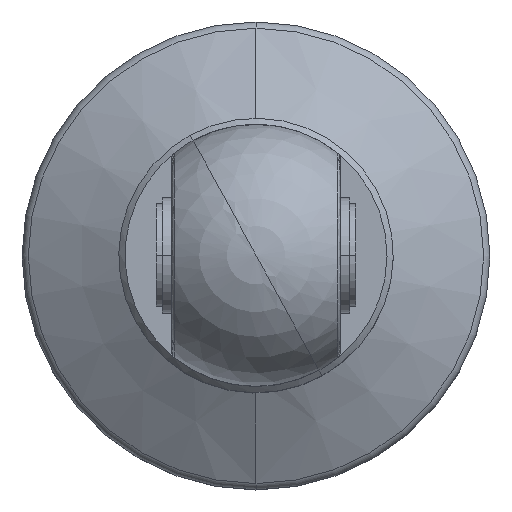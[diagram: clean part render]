
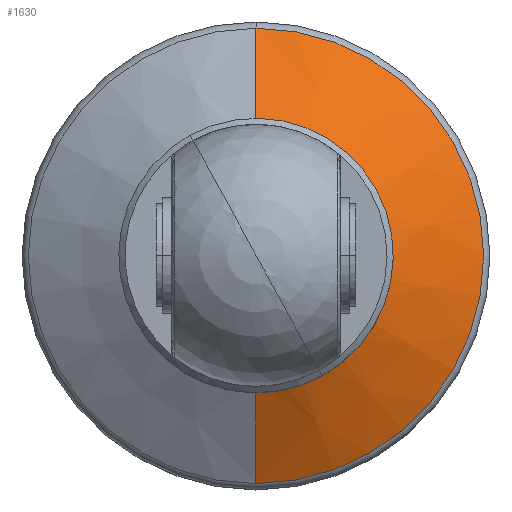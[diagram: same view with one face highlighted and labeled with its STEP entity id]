
A CAD part, top view. The second image highlights one B-rep face of the part: STEP entity #1630.
In plain terms, the highlighted conical face has half-angle 60.255 degrees and reference radius 20 mm.
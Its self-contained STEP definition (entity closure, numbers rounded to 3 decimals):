
#1591=CARTESIAN_POINT('Axis2P3D Location',(0.,0.,22.5)) ;
#1596=CARTESIAN_POINT('Line Origine',(0.,28.75,17.5)) ;
#1600=CARTESIAN_POINT('Vertex',(0.,20.,22.5)) ;
#1602=CARTESIAN_POINT('Vertex',(0.,36.492,13.076)) ;
#1605=CARTESIAN_POINT('Axis2P3D Location',(0.,0.,22.5)) ;
#1609=CARTESIAN_POINT('Vertex',(0.,-20.,22.5)) ;
#1612=CARTESIAN_POINT('Line Origine',(0.,-28.75,17.5)) ;
#1616=CARTESIAN_POINT('Vertex',(0.,-36.492,13.076)) ;
#1619=CARTESIAN_POINT('Axis2P3D Location',(0.,0.,13.076)) ;
#1592=DIRECTION('Axis2P3D Direction',(-0.,-0.,-1.)) ;
#1593=DIRECTION('Axis2P3D XDirection',(0.,-1.,0.)) ;
#1597=DIRECTION('Vector Direction',(0.,0.868,-0.496)) ;
#1606=DIRECTION('Axis2P3D Direction',(0.,0.,-1.)) ;
#1613=DIRECTION('Vector Direction',(0.,-0.868,-0.496)) ;
#1620=DIRECTION('Axis2P3D Direction',(0.,0.,-1.)) ;
#1594=AXIS2_PLACEMENT_3D('Cone Axis2P3D',#1591,#1592,#1593) ;
#1607=AXIS2_PLACEMENT_3D('Circle Axis2P3D',#1605,#1606,$) ;
#1621=AXIS2_PLACEMENT_3D('Circle Axis2P3D',#1619,#1620,$) ;
#1625=ORIENTED_EDGE('',*,*,#1604,.F.) ;
#1626=ORIENTED_EDGE('',*,*,#1611,.F.) ;
#1627=ORIENTED_EDGE('',*,*,#1618,.T.) ;
#1628=ORIENTED_EDGE('',*,*,#1623,.T.) ;
#1598=VECTOR('Line Direction',#1597,1.) ;
#1614=VECTOR('Line Direction',#1613,1.) ;
#1630=ADVANCED_FACE('PartBody',(#1629),#1595,.T.) ;
#1608=CIRCLE('generated circle',#1607,20.) ;
#1622=CIRCLE('generated circle',#1621,36.492) ;
#1595=CONICAL_SURFACE('Cone',#1594,20.,1.052) ;
#1604=EDGE_CURVE('',#1601,#1603,#1599,.T.) ;
#1611=EDGE_CURVE('',#1610,#1601,#1608,.F.) ;
#1618=EDGE_CURVE('',#1610,#1617,#1615,.T.) ;
#1623=EDGE_CURVE('',#1617,#1603,#1622,.F.) ;
#1624=EDGE_LOOP('',(#1625,#1626,#1627,#1628)) ;
#1629=FACE_OUTER_BOUND('',#1624,.T.) ;
#1599=LINE('Line',#1596,#1598) ;
#1615=LINE('Line',#1612,#1614) ;
#1601=VERTEX_POINT('',#1600) ;
#1603=VERTEX_POINT('',#1602) ;
#1610=VERTEX_POINT('',#1609) ;
#1617=VERTEX_POINT('',#1616) ;
